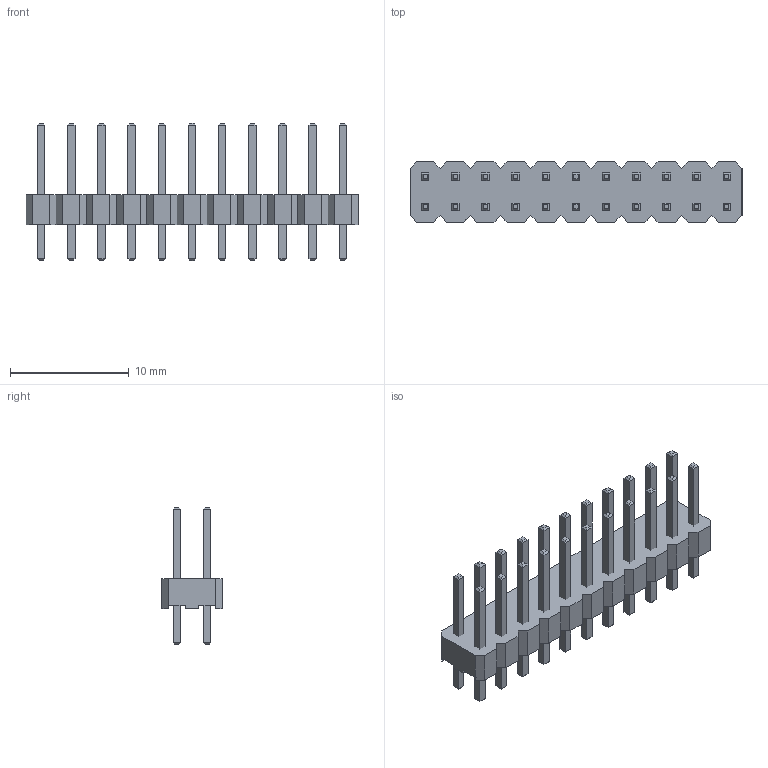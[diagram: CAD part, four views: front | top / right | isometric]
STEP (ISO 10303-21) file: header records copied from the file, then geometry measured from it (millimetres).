
FILE_DESCRIPTION(/* description */ (''),/* implementation_level */ '2;1');
FILE_NAME(/* name */ 'PLS_2.54_11x2_Black.step',/* time_stamp */ '2020-05-16T16:43:11+03:00',/* author */ ('vlad.lapshuda'),/* organization */ (''),/* preprocessor_version */ 'ST-DEVELOPER v17.2',/* originating_system */ 'Autodesk Translation Framework v7.6.0.251',/* authorisation */ '');
FILE_SCHEMA (('AUTOMOTIVE_DESIGN { 1 0 10303 214 3 1 1 }'));
Length unit declared in the file: millimetre
Products named in the file (2): PLS_2.54_11x2; PLS_2.54
Assembly tree (1 placements, depth 2):
  PLS_2.54_11x2
    PLS_2.54
Bounding box: 27.94 x 5.08 x 11.54 mm (x, y, z)
Volume: 425.2 mm3; surface area: 1143 mm2
Topology: 23 solids, 23 shells, 388 faces, 850 edges, 508 vertices
Faces by surface type: plane 388
Entity records: 10211 total; most frequent: CARTESIAN_POINT 1749, ORIENTED_EDGE 1700, DIRECTION 1632, LINE 850, VECTOR 850, EDGE_CURVE 850, VERTEX_POINT 508, AXIS2_PLACEMENT_3D 391
